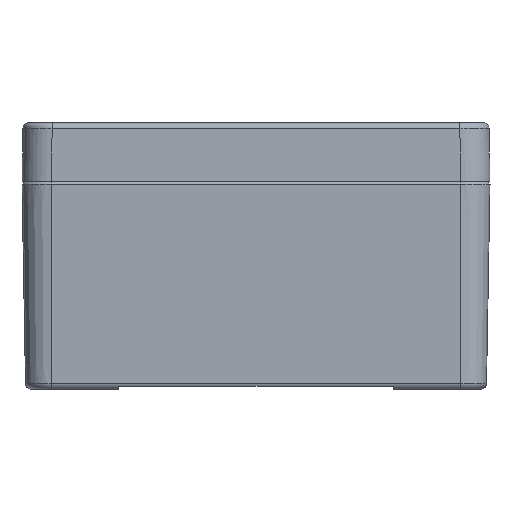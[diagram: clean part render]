
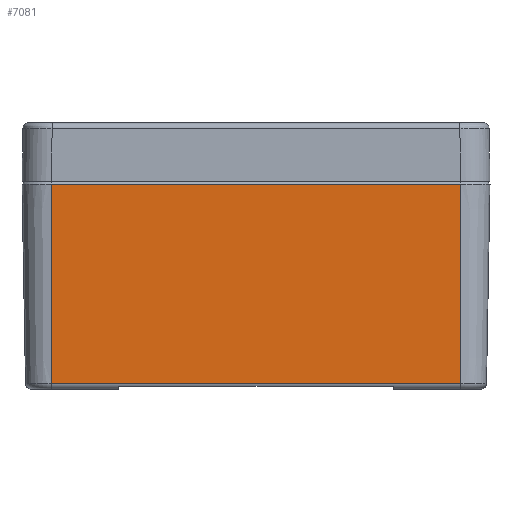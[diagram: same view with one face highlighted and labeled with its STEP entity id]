
A CAD part, left-side view. The second image highlights one B-rep face of the part: STEP entity #7081.
In plain terms, the highlighted planar face has unit normal (-1, 0, -0.018).
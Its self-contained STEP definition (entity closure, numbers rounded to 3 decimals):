
#7061=AXIS2_PLACEMENT_3D('Plane Axis2P3D',#7058,#7059,#7060) ;
#6134=CARTESIAN_POINT('Vertex',(0.,150.,70.)) ;
#6165=CARTESIAN_POINT('Vertex',(0.,10.,70.)) ;
#6168=CARTESIAN_POINT('Line Origine',(0.,80.,70.)) ;
#7032=CARTESIAN_POINT('Line Origine',(0.611,150.,35.)) ;
#7036=CARTESIAN_POINT('Vertex',(1.188,150.,1.965)) ;
#7058=CARTESIAN_POINT('Axis2P3D Location',(0.,80.,70.)) ;
#7063=CARTESIAN_POINT('Line Origine',(1.188,80.,1.965)) ;
#7067=CARTESIAN_POINT('Vertex',(1.188,10.,1.965)) ;
#7070=CARTESIAN_POINT('Line Origine',(0.611,10.,35.)) ;
#6169=DIRECTION('Vector Direction',(0.,-1.,0.)) ;
#7033=DIRECTION('Vector Direction',(-0.017,0.,1.)) ;
#7059=DIRECTION('Axis2P3D Direction',(1.,0.,0.017)) ;
#7060=DIRECTION('Axis2P3D XDirection',(0.,1.,0.)) ;
#7064=DIRECTION('Vector Direction',(0.,1.,0.)) ;
#7071=DIRECTION('Vector Direction',(-0.017,0.,1.)) ;
#6170=VECTOR('Line Direction',#6169,1.) ;
#7034=VECTOR('Line Direction',#7033,1.) ;
#7065=VECTOR('Line Direction',#7064,1.) ;
#7072=VECTOR('Line Direction',#7071,1.) ;
#7076=ORIENTED_EDGE('',*,*,#7069,.F.) ;
#7077=ORIENTED_EDGE('',*,*,#7074,.F.) ;
#7078=ORIENTED_EDGE('',*,*,#6172,.F.) ;
#7079=ORIENTED_EDGE('',*,*,#7038,.T.) ;
#7081=ADVANCED_FACE('Body',(#7080),#7062,.F.) ;
#6172=EDGE_CURVE('',#6135,#6166,#6171,.T.) ;
#7038=EDGE_CURVE('',#6135,#7037,#7035,.F.) ;
#7069=EDGE_CURVE('',#7068,#7037,#7066,.T.) ;
#7074=EDGE_CURVE('',#6166,#7068,#7073,.F.) ;
#7075=EDGE_LOOP('',(#7076,#7077,#7078,#7079)) ;
#7080=FACE_OUTER_BOUND('',#7075,.T.) ;
#6171=LINE('Line',#6168,#6170) ;
#7035=LINE('Line',#7032,#7034) ;
#7066=LINE('Line',#7063,#7065) ;
#7073=LINE('Line',#7070,#7072) ;
#7062=PLANE('',#7061) ;
#6135=VERTEX_POINT('',#6134) ;
#6166=VERTEX_POINT('',#6165) ;
#7037=VERTEX_POINT('',#7036) ;
#7068=VERTEX_POINT('',#7067) ;
